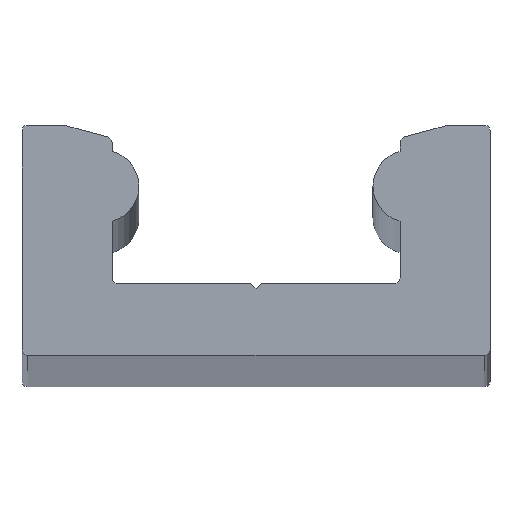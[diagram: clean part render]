
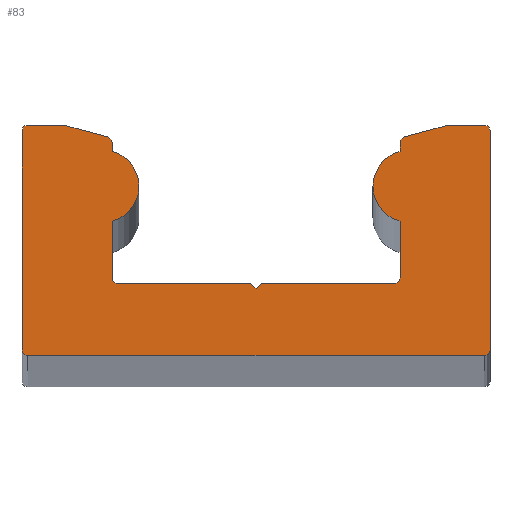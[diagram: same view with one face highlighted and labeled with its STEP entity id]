
A CAD part, top view. The second image highlights one B-rep face of the part: STEP entity #83.
In plain terms, the highlighted planar face has unit normal (0, 0, 1).
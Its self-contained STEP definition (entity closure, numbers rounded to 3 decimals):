
#83=ADVANCED_FACE('',(#121),#122,.T.);
#121=FACE_OUTER_BOUND('',#179,.T.);
#122=PLANE('',#180);
#179=EDGE_LOOP('',(#300,#301,#302,#303,#304,#305,#306,#307,#308,#309,#310,#311,#312,#313,#314,#315,#316,#317,#318,#319,#320,#321,#322,#323,#324,#325,#326));
#180=AXIS2_PLACEMENT_3D('',#327,#328,#329);
#300=ORIENTED_EDGE('',*,*,#478,.T.);
#301=ORIENTED_EDGE('',*,*,#490,.F.);
#302=ORIENTED_EDGE('',*,*,#514,.F.);
#303=ORIENTED_EDGE('',*,*,#515,.F.);
#304=ORIENTED_EDGE('',*,*,#516,.T.);
#305=ORIENTED_EDGE('',*,*,#473,.T.);
#306=ORIENTED_EDGE('',*,*,#517,.F.);
#307=ORIENTED_EDGE('',*,*,#518,.F.);
#308=ORIENTED_EDGE('',*,*,#519,.F.);
#309=ORIENTED_EDGE('',*,*,#520,.F.);
#310=ORIENTED_EDGE('',*,*,#521,.F.);
#311=ORIENTED_EDGE('',*,*,#522,.F.);
#312=ORIENTED_EDGE('',*,*,#523,.F.);
#313=ORIENTED_EDGE('',*,*,#524,.F.);
#314=ORIENTED_EDGE('',*,*,#525,.F.);
#315=ORIENTED_EDGE('',*,*,#526,.F.);
#316=ORIENTED_EDGE('',*,*,#527,.F.);
#317=ORIENTED_EDGE('',*,*,#528,.F.);
#318=ORIENTED_EDGE('',*,*,#529,.F.);
#319=ORIENTED_EDGE('',*,*,#530,.F.);
#320=ORIENTED_EDGE('',*,*,#531,.F.);
#321=ORIENTED_EDGE('',*,*,#475,.T.);
#322=ORIENTED_EDGE('',*,*,#513,.T.);
#323=ORIENTED_EDGE('',*,*,#532,.F.);
#324=ORIENTED_EDGE('',*,*,#533,.F.);
#325=ORIENTED_EDGE('',*,*,#485,.F.);
#326=ORIENTED_EDGE('',*,*,#482,.T.);
#327=CARTESIAN_POINT('',(0.,12.902,2500.0));
#328=DIRECTION('',(0.0,0.0,1.0));
#329=DIRECTION('',(1.0,0.0,0.0));
#473=EDGE_CURVE('',#552,#556,#558,.T.);
#475=EDGE_CURVE('',#562,#559,#563,.T.);
#478=EDGE_CURVE('',#567,#568,#569,.T.);
#482=EDGE_CURVE('',#575,#567,#576,.T.);
#485=EDGE_CURVE('',#575,#580,#581,.T.);
#490=EDGE_CURVE('',#587,#568,#589,.T.);
#513=EDGE_CURVE('',#559,#629,#631,.T.);
#514=EDGE_CURVE('',#632,#587,#633,.T.);
#515=EDGE_CURVE('',#634,#632,#635,.T.);
#516=EDGE_CURVE('',#634,#552,#636,.T.);
#517=EDGE_CURVE('',#637,#556,#638,.T.);
#518=EDGE_CURVE('',#639,#637,#640,.T.);
#519=EDGE_CURVE('',#641,#639,#642,.T.);
#520=EDGE_CURVE('',#643,#641,#644,.T.);
#521=EDGE_CURVE('',#645,#643,#646,.T.);
#522=EDGE_CURVE('',#647,#645,#648,.T.);
#523=EDGE_CURVE('',#649,#647,#650,.T.);
#524=EDGE_CURVE('',#651,#649,#652,.T.);
#525=EDGE_CURVE('',#653,#651,#654,.T.);
#526=EDGE_CURVE('',#655,#653,#656,.T.);
#527=EDGE_CURVE('',#657,#655,#658,.T.);
#528=EDGE_CURVE('',#659,#657,#660,.T.);
#529=EDGE_CURVE('',#661,#659,#662,.T.);
#530=EDGE_CURVE('',#663,#661,#664,.T.);
#531=EDGE_CURVE('',#562,#663,#665,.T.);
#532=EDGE_CURVE('',#666,#629,#667,.T.);
#533=EDGE_CURVE('',#580,#666,#668,.T.);
#552=VERTEX_POINT('',#687);
#556=VERTEX_POINT('',#692);
#558=CIRCLE('',#695,5.0);
#559=VERTEX_POINT('',#696);
#562=VERTEX_POINT('',#700);
#563=CIRCLE('',#701,5.0);
#567=VERTEX_POINT('',#706);
#568=VERTEX_POINT('',#707);
#569=LINE('',#708,#709);
#575=VERTEX_POINT('',#718);
#576=LINE('',#719,#720);
#580=VERTEX_POINT('',#726);
#581=LINE('',#727,#728);
#587=VERTEX_POINT('',#737);
#589=LINE('',#740,#741);
#629=VERTEX_POINT('',#792);
#631=CIRCLE('',#795,5.0);
#632=VERTEX_POINT('',#796);
#633=CIRCLE('',#797,0.8);
#634=VERTEX_POINT('',#798);
#635=LINE('',#799,#800);
#636=CIRCLE('',#801,5.0);
#637=VERTEX_POINT('',#802);
#638=LINE('',#803,#804);
#639=VERTEX_POINT('',#805);
#640=CIRCLE('',#806,0.8);
#641=VERTEX_POINT('',#807);
#642=LINE('',#808,#809);
#643=VERTEX_POINT('',#810);
#644=LINE('',#811,#812);
#645=VERTEX_POINT('',#813);
#646=CIRCLE('',#814,0.8);
#647=VERTEX_POINT('',#815);
#648=LINE('',#816,#817);
#649=VERTEX_POINT('',#818);
#650=CIRCLE('',#819,0.8);
#651=VERTEX_POINT('',#820);
#652=LINE('',#821,#822);
#653=VERTEX_POINT('',#823);
#654=CIRCLE('',#824,0.8);
#655=VERTEX_POINT('',#825);
#656=LINE('',#826,#827);
#657=VERTEX_POINT('',#828);
#658=CIRCLE('',#829,0.8);
#659=VERTEX_POINT('',#830);
#660=LINE('',#831,#832);
#661=VERTEX_POINT('',#833);
#662=LINE('',#834,#835);
#663=VERTEX_POINT('',#836);
#664=CIRCLE('',#837,0.8);
#665=LINE('',#838,#839);
#666=VERTEX_POINT('',#840);
#667=LINE('',#841,#842);
#668=CIRCLE('',#843,0.8);
#687=CARTESIAN_POINT('',(-16.25,23.5,2500.0));
#692=CARTESIAN_POINT('',(-20.0,28.341,2500.0));
#695=AXIS2_PLACEMENT_3D('',#883,#884,#885);
#696=CARTESIAN_POINT('',(16.25,23.5,2500.0));
#700=CARTESIAN_POINT('',(20.0,28.341,2500.0));
#701=AXIS2_PLACEMENT_3D('',#887,#888,#889);
#706=CARTESIAN_POINT('',(0.0,9.293,2500.0));
#707=CARTESIAN_POINT('',(-0.707,10.0,2500.0));
#708=CARTESIAN_POINT('',(-1.079,10.372,2500.0));
#709=VECTOR('',#894,1.0);
#718=CARTESIAN_POINT('',(0.707,10.0,2500.0));
#719=CARTESIAN_POINT('',(1.079,10.372,2500.0));
#720=VECTOR('',#898,1.0);
#726=CARTESIAN_POINT('',(19.2,10.0,2500.0));
#727=CARTESIAN_POINT('',(-19.2,10.0,2500.0));
#728=VECTOR('',#901,1.0);
#737=CARTESIAN_POINT('',(-19.2,10.0,2500.0));
#740=CARTESIAN_POINT('',(-19.2,10.0,2500.0));
#741=VECTOR('',#906,1.0);
#792=CARTESIAN_POINT('',(20.0,18.659,2500.0));
#795=AXIS2_PLACEMENT_3D('',#949,#950,#951);
#796=CARTESIAN_POINT('',(-20.0,10.8,2500.0));
#797=AXIS2_PLACEMENT_3D('',#952,#953,#954);
#798=CARTESIAN_POINT('',(-20.0,18.659,2500.0));
#799=CARTESIAN_POINT('',(-20.0,29.591,2500.0));
#800=VECTOR('',#955,1.0);
#801=AXIS2_PLACEMENT_3D('',#956,#957,#958);
#802=CARTESIAN_POINT('',(-20.0,29.591,2500.0));
#803=CARTESIAN_POINT('',(-20.0,29.591,2500.0));
#804=VECTOR('',#959,1.0);
#805=CARTESIAN_POINT('',(-20.593,30.364,2500.0));
#806=AXIS2_PLACEMENT_3D('',#960,#961,#962);
#807=CARTESIAN_POINT('',(-26.7,32.0,2500.0));
#808=CARTESIAN_POINT('',(-26.7,32.0,2500.0));
#809=VECTOR('',#963,1.0);
#810=CARTESIAN_POINT('',(-31.7,32.0,2500.0));
#811=CARTESIAN_POINT('',(-31.7,32.0,2500.0));
#812=VECTOR('',#964,1.0);
#813=CARTESIAN_POINT('',(-32.5,31.2,2500.0));
#814=AXIS2_PLACEMENT_3D('',#965,#966,#967);
#815=CARTESIAN_POINT('',(-32.5,0.8,2500.0));
#816=CARTESIAN_POINT('',(-32.5,0.8,2500.0));
#817=VECTOR('',#968,1.0);
#818=CARTESIAN_POINT('',(-31.7,0.,2500.0));
#819=AXIS2_PLACEMENT_3D('',#969,#970,#971);
#820=CARTESIAN_POINT('',(31.7,0.,2500.0));
#821=CARTESIAN_POINT('',(-31.7,0.,2500.0));
#822=VECTOR('',#972,1.0);
#823=CARTESIAN_POINT('',(32.5,0.8,2500.0));
#824=AXIS2_PLACEMENT_3D('',#973,#974,#975);
#825=CARTESIAN_POINT('',(32.5,31.2,2500.0));
#826=CARTESIAN_POINT('',(32.5,0.8,2500.0));
#827=VECTOR('',#976,1.0);
#828=CARTESIAN_POINT('',(31.7,32.0,2500.0));
#829=AXIS2_PLACEMENT_3D('',#977,#978,#979);
#830=CARTESIAN_POINT('',(26.7,32.0,2500.0));
#831=CARTESIAN_POINT('',(31.7,32.0,2500.0));
#832=VECTOR('',#980,1.0);
#833=CARTESIAN_POINT('',(20.593,30.364,2500.0));
#834=CARTESIAN_POINT('',(26.7,32.0,2500.0));
#835=VECTOR('',#981,1.0);
#836=CARTESIAN_POINT('',(20.0,29.591,2500.0));
#837=AXIS2_PLACEMENT_3D('',#982,#983,#984);
#838=CARTESIAN_POINT('',(20.0,29.591,2500.0));
#839=VECTOR('',#985,1.0);
#840=CARTESIAN_POINT('',(20.0,10.8,2500.0));
#841=CARTESIAN_POINT('',(20.0,29.591,2500.0));
#842=VECTOR('',#986,1.0);
#843=AXIS2_PLACEMENT_3D('',#987,#988,#989);
#883=CARTESIAN_POINT('',(-21.25,23.5,2500.0));
#884=DIRECTION('',(0.0,0.0,1.0));
#885=DIRECTION('',(1.0,0.0,0.0));
#887=CARTESIAN_POINT('',(21.25,23.5,2500.0));
#888=DIRECTION('',(0.0,0.0,1.0));
#889=DIRECTION('',(1.0,0.0,0.0));
#894=DIRECTION('',(-0.707,0.707,0.0));
#898=DIRECTION('',(-0.707,-0.707,0.0));
#901=DIRECTION('',(1.0,0.0,0.0));
#906=DIRECTION('',(1.0,0.0,0.0));
#949=CARTESIAN_POINT('',(21.25,23.5,2500.0));
#950=DIRECTION('',(0.0,0.0,1.0));
#951=DIRECTION('',(1.0,0.0,0.0));
#952=CARTESIAN_POINT('',(-19.2,10.8,2500.0));
#953=DIRECTION('',(0.0,0.0,1.0));
#954=DIRECTION('',(1.0,0.0,0.0));
#955=DIRECTION('',(0.0,-1.0,0.0));
#956=CARTESIAN_POINT('',(-21.25,23.5,2500.0));
#957=DIRECTION('',(0.0,0.0,1.0));
#958=DIRECTION('',(1.0,0.0,0.0));
#959=DIRECTION('',(0.0,-1.0,0.0));
#960=CARTESIAN_POINT('',(-20.8,29.591,2500.0));
#961=DIRECTION('',(0.0,0.0,-1.0));
#962=DIRECTION('',(1.0,0.0,0.0));
#963=DIRECTION('',(0.966,-0.259,0.0));
#964=DIRECTION('',(1.0,0.0,0.0));
#965=CARTESIAN_POINT('',(-31.7,31.2,2500.0));
#966=DIRECTION('',(0.0,0.0,-1.0));
#967=DIRECTION('',(1.0,0.0,0.0));
#968=DIRECTION('',(0.0,1.0,0.0));
#969=CARTESIAN_POINT('',(-31.7,0.8,2500.0));
#970=DIRECTION('',(0.0,0.0,-1.0));
#971=DIRECTION('',(1.0,0.0,0.0));
#972=DIRECTION('',(-1.0,-0.0,-0.0));
#973=CARTESIAN_POINT('',(31.7,0.8,2500.0));
#974=DIRECTION('',(0.0,0.0,-1.0));
#975=DIRECTION('',(1.0,0.0,0.0));
#976=DIRECTION('',(-0.0,-1.0,-0.0));
#977=CARTESIAN_POINT('',(31.7,31.2,2500.0));
#978=DIRECTION('',(0.0,0.0,-1.0));
#979=DIRECTION('',(1.0,0.0,0.0));
#980=DIRECTION('',(1.0,0.0,0.0));
#981=DIRECTION('',(0.966,0.259,0.0));
#982=CARTESIAN_POINT('',(20.8,29.591,2500.0));
#983=DIRECTION('',(0.0,0.0,-1.0));
#984=DIRECTION('',(1.0,0.0,0.0));
#985=DIRECTION('',(0.0,1.0,0.0));
#986=DIRECTION('',(0.0,1.0,0.0));
#987=CARTESIAN_POINT('',(19.2,10.8,2500.0));
#988=DIRECTION('',(0.0,0.0,1.0));
#989=DIRECTION('',(1.0,0.0,0.0));
